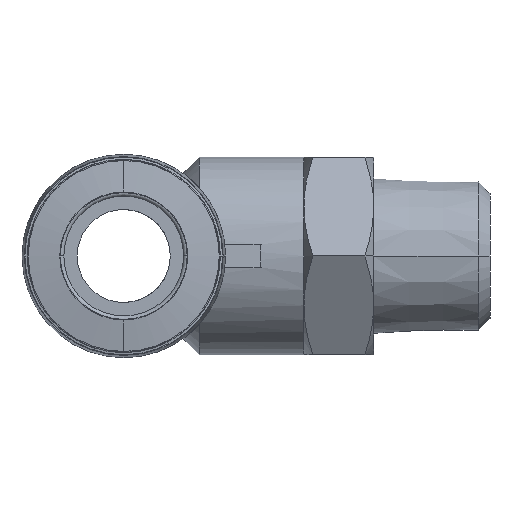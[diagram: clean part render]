
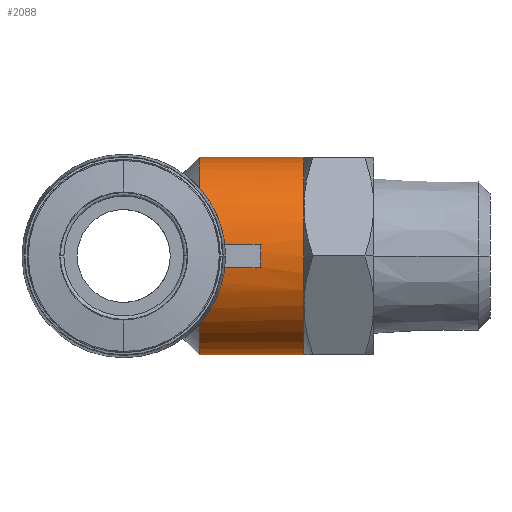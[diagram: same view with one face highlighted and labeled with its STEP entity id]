
A CAD part, left-side view. The second image highlights one B-rep face of the part: STEP entity #2088.
In plain terms, the highlighted cylindrical face has radius 8.5 mm (diameter 17 mm), a partial arc.
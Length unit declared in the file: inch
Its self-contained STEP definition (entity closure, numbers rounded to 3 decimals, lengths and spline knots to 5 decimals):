
#43 = DIRECTION ( 'NONE',  ( 0., 0., -1. ) ) ;
#51 = ORIENTED_EDGE ( 'NONE', *, *, #3062, .T. ) ;
#83 = FACE_OUTER_BOUND ( 'NONE', #4558, .T. ) ;
#99 = CARTESIAN_POINT ( 'NONE',  ( -0.31845, 0.33179, -0.1031 ) ) ;
#118 = DIRECTION ( 'NONE',  ( 0., -1., 0. ) ) ;
#131 = CARTESIAN_POINT ( 'NONE',  ( -0.33232, 0.14531, -0.03937 ) ) ;
#148 = DIRECTION ( 'NONE',  ( 0., 1., 0. ) ) ;
#175 = CARTESIAN_POINT ( 'NONE',  ( -0.33232, 0.17717, 0.03937 ) ) ;
#221 = CARTESIAN_POINT ( 'NONE',  ( 0., 0., 0.33465 ) ) ;
#222 = DIRECTION ( 'NONE',  ( -1., 0., 0. ) ) ;
#225 = CARTESIAN_POINT ( 'NONE',  ( -0.33232, 0.30207, 0.03937 ) ) ;
#235 = CARTESIAN_POINT ( 'NONE',  ( -0.33128, 0.30424, 0.04815 ) ) ;
#241 = CARTESIAN_POINT ( 'NONE',  ( 0., 0.17717, 0.33465 ) ) ;
#258 = CARTESIAN_POINT ( 'NONE',  ( -0.32992, 0.30709, 0.05664 ) ) ;
#281 = CARTESIAN_POINT ( 'NONE',  ( -0.32668, 0.31397, 0.07308 ) ) ;
#294 = ORIENTED_EDGE ( 'NONE', *, *, #3861, .T. ) ;
#327 = CIRCLE ( 'NONE', #2741, 0.33465 ) ;
#350 = CARTESIAN_POINT ( 'NONE',  ( -0.32478, 0.31802, 0.08105 ) ) ;
#363 = EDGE_CURVE ( 'NONE', #3195, #5040, #2953, .T. ) ;
#370 = CARTESIAN_POINT ( 'NONE',  ( -0.30852, 0.35433, 0.12963 ) ) ;
#422 = DIRECTION ( 'NONE',  ( 0., -1., 0. ) ) ;
#495 = CARTESIAN_POINT ( 'NONE',  ( -0.31113, 0.34825, -0.12341 ) ) ;
#498 = LINE ( 'NONE', #241, #1543 ) ;
#526 = CARTESIAN_POINT ( 'NONE',  ( -0.31374, 0.34218, 0.1172 ) ) ;
#543 = CARTESIAN_POINT ( 'NONE',  ( -0.31858, 0.33146, 0.10363 ) ) ;
#558 = B_SPLINE_CURVE_WITH_KNOTS ( 'NONE', 3,
 ( #3359, #2065, #4803, #2474, #99, #2860, #495, #3250 ),
 .UNSPECIFIED., .F., .F.,
 ( 4, 2, 2, 4 ),
 ( 0., 0.00136, 0.00205, 0.00273 ),
 .UNSPECIFIED. ) ;
#635 = CARTESIAN_POINT ( 'NONE',  ( -0.30852, 0.35433, 0.12963 ) ) ;
#655 = DIRECTION ( 'NONE',  ( 0., -1., 0. ) ) ;
#663 = VERTEX_POINT ( 'NONE', #1837 ) ;
#775 = CARTESIAN_POINT ( 'NONE',  ( -0.28981, 0., -0.16732 ) ) ;
#777 = DIRECTION ( 'NONE',  ( 0., -1., 0. ) ) ;
#858 = EDGE_CURVE ( 'NONE', #3817, #4488, #4406, .T. ) ;
#927 = VECTOR ( 'NONE', #2562, 39.37008 ) ;
#936 = CARTESIAN_POINT ( 'NONE',  ( -0.33232, 0.14531, 0.03937 ) ) ;
#953 = VERTEX_POINT ( 'NONE', #4896 ) ;
#968 = CARTESIAN_POINT ( 'NONE',  ( 0., 0.35433, 0.33465 ) ) ;
#1217 = ORIENTED_EDGE ( 'NONE', *, *, #1851, .F. ) ;
#1306 = CARTESIAN_POINT ( 'NONE',  ( -0.33542, 0.14842, 0.01318 ) ) ;
#1345 = CARTESIAN_POINT ( 'NONE',  ( -0.33232, 0.30207, -0.03937 ) ) ;
#1380 = CARTESIAN_POINT ( 'NONE',  ( -0.33232, 0.30207, 0.03937 ) ) ;
#1425 = DIRECTION ( 'NONE',  ( 0., -1., 0. ) ) ;
#1500 = CARTESIAN_POINT ( 'NONE',  ( 0., 0., 0. ) ) ;
#1543 = VECTOR ( 'NONE', #655, 39.37008 ) ;
#1554 = CYLINDRICAL_SURFACE ( 'NONE', #4952, 0.33465 ) ;
#1837 = CARTESIAN_POINT ( 'NONE',  ( 0., 0.35433, -0.33465 ) ) ;
#1841 = EDGE_CURVE ( 'NONE', #3149, #3195, #3860, .T. ) ;
#1851 = EDGE_CURVE ( 'NONE', #3189, #3817, #327, .T. ) ;
#1870 = DIRECTION ( 'NONE',  ( 0., -1., 0. ) ) ;
#1899 = DIRECTION ( 'NONE',  ( -1., 0., 0. ) ) ;
#2065 = CARTESIAN_POINT ( 'NONE',  ( -0.33024, 0.30642, -0.05696 ) ) ;
#2088 = ADVANCED_FACE ( 'NONE', ( #83 ), #1554, .T. ) ;
#2096 = CARTESIAN_POINT ( 'NONE',  ( -0.33232, 0.14531, 0.03937 ) ) ;
#2218 = CARTESIAN_POINT ( 'NONE',  ( 0., 0., 0. ) ) ;
#2250 = ORIENTED_EDGE ( 'NONE', *, *, #4864, .F. ) ;
#2329 = VECTOR ( 'NONE', #777, 39.37008 ) ;
#2398 = ORIENTED_EDGE ( 'NONE', *, *, #1841, .T. ) ;
#2422 = CARTESIAN_POINT ( 'NONE',  ( 0., 0.17717, 0. ) ) ;
#2474 = CARTESIAN_POINT ( 'NONE',  ( -0.32073, 0.32679, -0.09581 ) ) ;
#2489 = AXIS2_PLACEMENT_3D ( 'NONE', #3790, #1425, #4175 ) ;
#2492 = CARTESIAN_POINT ( 'NONE',  ( 0., 0.35433, 0. ) ) ;
#2516 = CARTESIAN_POINT ( 'NONE',  ( -0.33542, 0.14842, -0.01318 ) ) ;
#2562 = DIRECTION ( 'NONE',  ( 0., -1., 0. ) ) ;
#2619 = DIRECTION ( 'NONE',  ( -1., 0., 0. ) ) ;
#2629 = VERTEX_POINT ( 'NONE', #1345 ) ;
#2656 = CARTESIAN_POINT ( 'NONE',  ( 0., 0., 0. ) ) ;
#2679 = VERTEX_POINT ( 'NONE', #2958 ) ;
#2689 = ORIENTED_EDGE ( 'NONE', *, *, #4734, .T. ) ;
#2727 = AXIS2_PLACEMENT_3D ( 'NONE', #1500, #4246, #1899 ) ;
#2741 = AXIS2_PLACEMENT_3D ( 'NONE', #2218, #4964, #2619 ) ;
#2808 = EDGE_CURVE ( 'NONE', #4488, #4388, #4375, .T. ) ;
#2860 = CARTESIAN_POINT ( 'NONE',  ( -0.31366, 0.34251, -0.11688 ) ) ;
#2876 = DIRECTION ( 'NONE',  ( 0., 0., -1. ) ) ;
#2953 = B_SPLINE_CURVE_WITH_KNOTS ( 'NONE', 3,
 ( #370, #526, #543, #350, #281, #258, #235, #225 ),
 .UNSPECIFIED., .F., .F.,
 ( 4, 2, 2, 4 ),
 ( 0., 0.00137, 0.00205, 0.00273 ),
 .UNSPECIFIED. ) ;
#2958 = CARTESIAN_POINT ( 'NONE',  ( -0.33232, 0.14531, -0.03937 ) ) ;
#3023 = EDGE_CURVE ( 'NONE', #2629, #953, #558, .T. ) ;
#3062 = EDGE_CURVE ( 'NONE', #953, #663, #4495, .T. ) ;
#3115 = VERTEX_POINT ( 'NONE', #936 ) ;
#3149 = VERTEX_POINT ( 'NONE', #968 ) ;
#3189 = VERTEX_POINT ( 'NONE', #221 ) ;
#3195 = VERTEX_POINT ( 'NONE', #635 ) ;
#3250 = CARTESIAN_POINT ( 'NONE',  ( -0.30852, 0.35433, -0.12963 ) ) ;
#3302 = ORIENTED_EDGE ( 'NONE', *, *, #858, .F. ) ;
#3359 = CARTESIAN_POINT ( 'NONE',  ( -0.33232, 0.30207, -0.03937 ) ) ;
#3369 = LINE ( 'NONE', #4283, #2329 ) ;
#3519 = CARTESIAN_POINT ( 'NONE',  ( -0.28981, 0., 0.16732 ) ) ;
#3621 =( BOUNDED_CURVE ( )  B_SPLINE_CURVE ( 3, ( #2096, #1306, #2516, #131 ),
 .UNSPECIFIED., .F., .F. ) 
 B_SPLINE_CURVE_WITH_KNOTS ( ( 4, 4 ),
 ( 3.02367, 3.25951 ),
 .UNSPECIFIED. ) 
 CURVE ( )  GEOMETRIC_REPRESENTATION_ITEM ( )  RATIONAL_B_SPLINE_CURVE ( ( 1., 0.995, 0.995, 1. ) ) 
 REPRESENTATION_ITEM ( '' )  );
#3650 = LINE ( 'NONE', #4089, #4436 ) ;
#3790 = CARTESIAN_POINT ( 'NONE',  ( 0., 0.35433, 0. ) ) ;
#3817 = VERTEX_POINT ( 'NONE', #3519 ) ;
#3860 = CIRCLE ( 'NONE', #2489, 0.33465 ) ;
#3861 = EDGE_CURVE ( 'NONE', #663, #4388, #3369, .T. ) ;
#3992 = AXIS2_PLACEMENT_3D ( 'NONE', #2492, #118, #2876 ) ;
#4020 = ORIENTED_EDGE ( 'NONE', *, *, #363, .T. ) ;
#4089 = CARTESIAN_POINT ( 'NONE',  ( -0.33232, 0.17717, -0.03937 ) ) ;
#4109 = ORIENTED_EDGE ( 'NONE', *, *, #2808, .F. ) ;
#4175 = DIRECTION ( 'NONE',  ( 0., 0., -1. ) ) ;
#4215 = CARTESIAN_POINT ( 'NONE',  ( 0., 0., -0.33465 ) ) ;
#4246 = DIRECTION ( 'NONE',  ( 0., -1., 0. ) ) ;
#4283 = CARTESIAN_POINT ( 'NONE',  ( 0., 0.17717, -0.33465 ) ) ;
#4284 = ORIENTED_EDGE ( 'NONE', *, *, #3023, .T. ) ;
#4375 = CIRCLE ( 'NONE', #2727, 0.33465 ) ;
#4388 = VERTEX_POINT ( 'NONE', #4215 ) ;
#4406 = CIRCLE ( 'NONE', #4507, 0.33465 ) ;
#4436 = VECTOR ( 'NONE', #148, 39.37008 ) ;
#4488 = VERTEX_POINT ( 'NONE', #775 ) ;
#4495 = CIRCLE ( 'NONE', #3992, 0.33465 ) ;
#4507 = AXIS2_PLACEMENT_3D ( 'NONE', #2656, #1870, #222 ) ;
#4558 = EDGE_LOOP ( 'NONE', ( #2250, #2398, #4020, #4666, #2689, #4858, #4284, #51, #294, #4109, #3302, #1217 ) ) ;
#4666 = ORIENTED_EDGE ( 'NONE', *, *, #4778, .T. ) ;
#4734 = EDGE_CURVE ( 'NONE', #3115, #2679, #3621, .T. ) ;
#4778 = EDGE_CURVE ( 'NONE', #5040, #3115, #4981, .T. ) ;
#4803 = CARTESIAN_POINT ( 'NONE',  ( -0.32693, 0.31336, -0.07314 ) ) ;
#4858 = ORIENTED_EDGE ( 'NONE', *, *, #4963, .T. ) ;
#4864 = EDGE_CURVE ( 'NONE', #3149, #3189, #498, .T. ) ;
#4896 = CARTESIAN_POINT ( 'NONE',  ( -0.30852, 0.35433, -0.12963 ) ) ;
#4952 = AXIS2_PLACEMENT_3D ( 'NONE', #2422, #422, #43 ) ;
#4963 = EDGE_CURVE ( 'NONE', #2679, #2629, #3650, .T. ) ;
#4964 = DIRECTION ( 'NONE',  ( 0., -1., 0. ) ) ;
#4981 = LINE ( 'NONE', #175, #927 ) ;
#5040 = VERTEX_POINT ( 'NONE', #1380 ) ;
